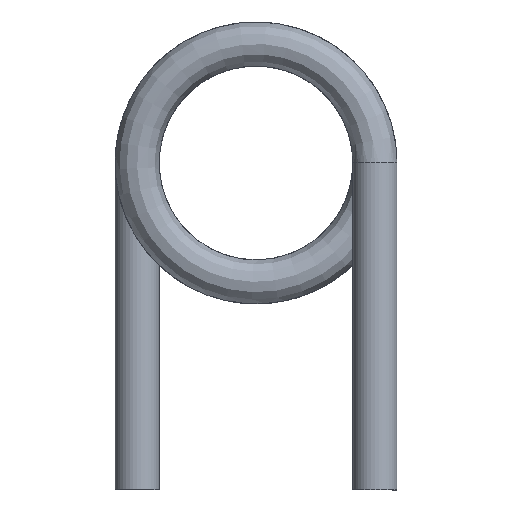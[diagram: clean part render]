
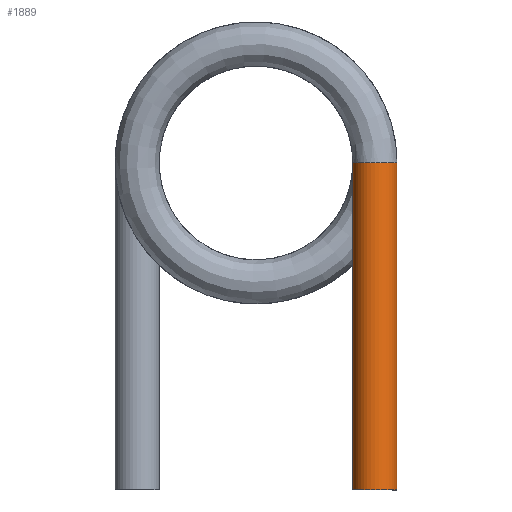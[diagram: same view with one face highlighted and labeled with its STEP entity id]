
A CAD part, front view. The second image highlights one B-rep face of the part: STEP entity #1889.
In plain terms, the highlighted cylindrical face has radius 0.37 mm (diameter 0.74 mm), a partial arc.
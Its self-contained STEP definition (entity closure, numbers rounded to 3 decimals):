
#680 = ORIENTED_EDGE ( 'NONE', *, *, #5585, .T. ) ;
#807 = AXIS2_PLACEMENT_3D ( 'NONE', #2264, #2885, #6089 ) ;
#1212 = VECTOR ( 'NONE', #7945, 1000. ) ;
#1348 = EDGE_LOOP ( 'NONE', ( #5551, #6470, #8241, #680 ) ) ;
#1651 = CARTESIAN_POINT ( 'NONE',  ( 2.37, 0., 3.5 ) ) ;
#1813 = CARTESIAN_POINT ( 'NONE',  ( 2., 0., 3.5 ) ) ;
#1889 = ADVANCED_FACE ( 'NONE', ( #3647 ), #2440, .T. ) ;
#1941 = VERTEX_POINT ( 'NONE', #1651 ) ;
#2264 = CARTESIAN_POINT ( 'NONE',  ( 2., 0., 3.5 ) ) ;
#2421 = LINE ( 'NONE', #3715, #2937 ) ;
#2440 = CYLINDRICAL_SURFACE ( 'NONE', #6026, 0.37 ) ;
#2543 = CARTESIAN_POINT ( 'NONE',  ( 1.63, 0., -2. ) ) ;
#2885 = DIRECTION ( 'NONE',  ( 0., 0., 1. ) ) ;
#2937 = VECTOR ( 'NONE', #5027, 1000. ) ;
#3186 = CARTESIAN_POINT ( 'NONE',  ( 1.63, 0., 3.5 ) ) ;
#3647 = FACE_OUTER_BOUND ( 'NONE', #1348, .T. ) ;
#3715 = CARTESIAN_POINT ( 'NONE',  ( 1.63, 0., 3.5 ) ) ;
#3734 = CIRCLE ( 'NONE', #807, 0.37 ) ;
#4105 = DIRECTION ( 'NONE',  ( -1., 0., 0. ) ) ;
#4743 = CARTESIAN_POINT ( 'NONE',  ( 2., 0., -2. ) ) ;
#4879 = DIRECTION ( 'NONE',  ( 0., 0., -1. ) ) ;
#5027 = DIRECTION ( 'NONE',  ( 0., 0., -1. ) ) ;
#5356 = CIRCLE ( 'NONE', #7103, 0.37 ) ;
#5372 = EDGE_CURVE ( 'NONE', #1941, #8037, #5379, .T. ) ;
#5379 = LINE ( 'NONE', #7356, #1212 ) ;
#5551 = ORIENTED_EDGE ( 'NONE', *, *, #5372, .F. ) ;
#5585 = EDGE_CURVE ( 'NONE', #7704, #8037, #5356, .T. ) ;
#6026 = AXIS2_PLACEMENT_3D ( 'NONE', #1813, #4879, #7406 ) ;
#6089 = DIRECTION ( 'NONE',  ( 1., 0., 0. ) ) ;
#6241 = EDGE_CURVE ( 'NONE', #6382, #1941, #3734, .T. ) ;
#6382 = VERTEX_POINT ( 'NONE', #3186 ) ;
#6470 = ORIENTED_EDGE ( 'NONE', *, *, #6241, .F. ) ;
#6966 = EDGE_CURVE ( 'NONE', #6382, #7704, #2421, .T. ) ;
#7103 = AXIS2_PLACEMENT_3D ( 'NONE', #4743, #7312, #4105 ) ;
#7312 = DIRECTION ( 'NONE',  ( 0., 0., 1. ) ) ;
#7356 = CARTESIAN_POINT ( 'NONE',  ( 2.37, 0., 3.5 ) ) ;
#7406 = DIRECTION ( 'NONE',  ( -1., 0., 0. ) ) ;
#7704 = VERTEX_POINT ( 'NONE', #2543 ) ;
#7880 = CARTESIAN_POINT ( 'NONE',  ( 2.37, 0., -2. ) ) ;
#7945 = DIRECTION ( 'NONE',  ( 0., 0., -1. ) ) ;
#8037 = VERTEX_POINT ( 'NONE', #7880 ) ;
#8241 = ORIENTED_EDGE ( 'NONE', *, *, #6966, .T. ) ;
